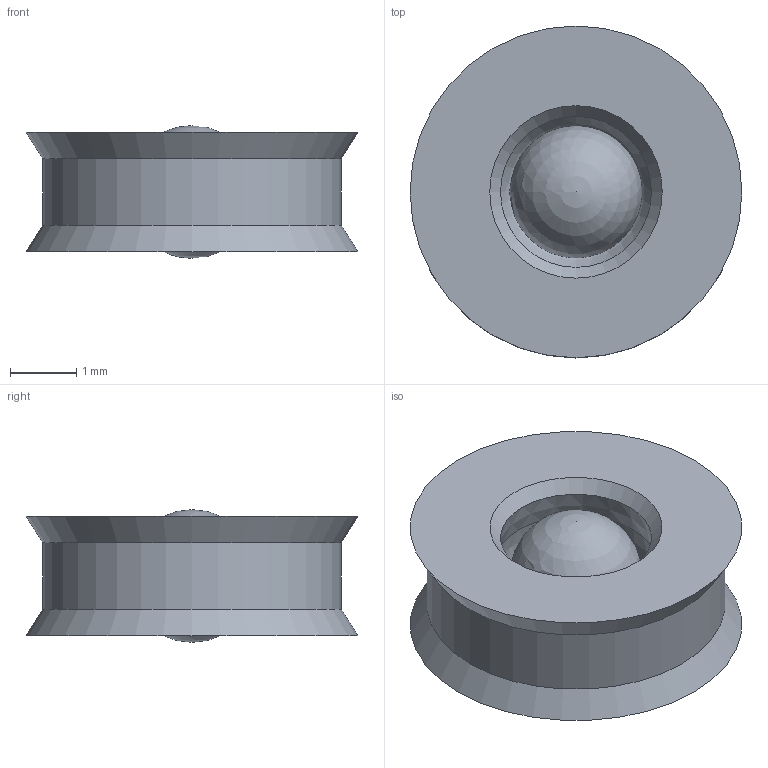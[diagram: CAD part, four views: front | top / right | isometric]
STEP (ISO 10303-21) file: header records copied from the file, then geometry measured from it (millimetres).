
FILE_DESCRIPTION(/* description */ (''),/* implementation_level */ '2;1');
FILE_NAME(/* name */ '88004179-7a37-47f0-bb1e-637c1714af39.stp',/* time_stamp */ '2018-06-13T11:19:43+08:00',/* author */ (''),/* organization */ (''),/* preprocessor_version */ 'ST-DEVELOPER v17',/* originating_system */ 'Autodesk Translation Framework v7.1.0.215',/* authorisation */ '');
FILE_SCHEMA (('AUTOMOTIVE_DESIGN { 1 0 10303 214 3 1 1 }'));
Length unit declared in the file: millimetre
Products named in the file (1): Lens Clip
Bounding box: 5 x 5 x 2 mm (x, y, z)
Volume: 26.5 mm3; surface area: 110.4 mm2
Topology: 3 solids, 3 shells, 12 faces, 31 edges, 23 vertices
Faces by surface type: cone 4, plane 4, sphere 3, cylinder 1
Full cylindrical faces by diameter (mm): 4.5 x1
Entity records: 438 total; most frequent: DIRECTION 79, CARTESIAN_POINT 65, ORIENTED_EDGE 58, AXIS2_PLACEMENT_3D 37, EDGE_CURVE 29, CIRCLE 24, VERTEX_POINT 23, EDGE_LOOP 16
